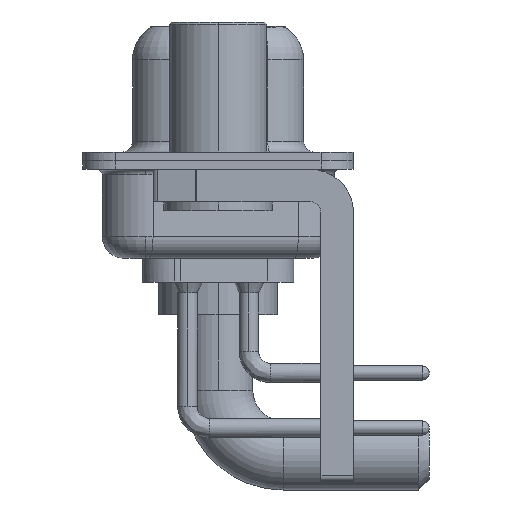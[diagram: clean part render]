
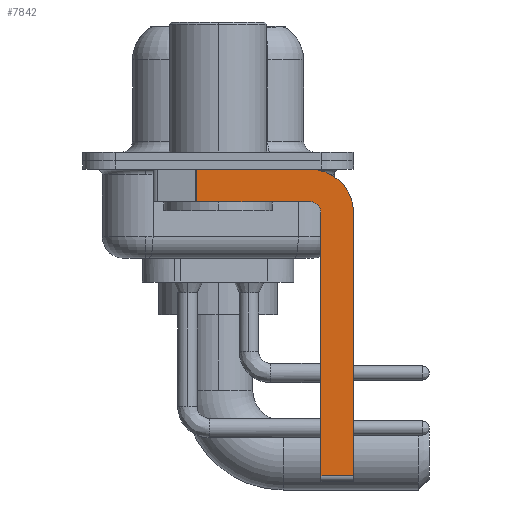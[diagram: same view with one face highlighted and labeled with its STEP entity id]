
A CAD part, left-side view. The second image highlights one B-rep face of the part: STEP entity #7842.
In plain terms, the highlighted planar face has unit normal (-1, 0, 0).
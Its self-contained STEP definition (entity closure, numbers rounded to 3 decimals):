
#802 = AXIS2_PLACEMENT_3D ( 'NONE', #18856, #15285, #13391 ) ;
#1126 = EDGE_CURVE ( 'NONE', #11596, #25108, #3843, .T. ) ;
#1799 = AXIS2_PLACEMENT_3D ( 'NONE', #20722, #23268, #13625 ) ;
#2237 = EDGE_CURVE ( 'NONE', #19899, #6578, #25113, .T. ) ;
#2651 = DIRECTION ( 'NONE',  ( 0., 0., -1. ) ) ;
#2708 = VERTEX_POINT ( 'NONE', #21018 ) ;
#2937 = VECTOR ( 'NONE', #12288, 1000. ) ;
#3140 = LINE ( 'NONE', #10943, #10907 ) ;
#3164 = ORIENTED_EDGE ( 'NONE', *, *, #2237, .T. ) ;
#3843 = CIRCLE ( 'NONE', #1799, 0.5 ) ;
#4498 = CARTESIAN_POINT ( 'NONE',  ( -2.9, -4.75, -14.8 ) ) ;
#4735 = CARTESIAN_POINT ( 'NONE',  ( -2.9, -4.25, -2.4 ) ) ;
#5080 = DIRECTION ( 'NONE',  ( 0., 1., 0. ) ) ;
#5330 = VECTOR ( 'NONE', #24239, 1000. ) ;
#5750 = ORIENTED_EDGE ( 'NONE', *, *, #19635, .F. ) ;
#5763 = ORIENTED_EDGE ( 'NONE', *, *, #10882, .F. ) ;
#5835 = VERTEX_POINT ( 'NONE', #20487 ) ;
#6578 = VERTEX_POINT ( 'NONE', #15748 ) ;
#7015 = EDGE_CURVE ( 'NONE', #25108, #24546, #24666, .T. ) ;
#7651 = ORIENTED_EDGE ( 'NONE', *, *, #12376, .F. ) ;
#7842 = ADVANCED_FACE ( 'NONE', ( #23968 ), #18245, .F. ) ;
#7854 = EDGE_CURVE ( 'NONE', #19899, #11596, #16096, .T. ) ;
#7893 = ORIENTED_EDGE ( 'NONE', *, *, #1126, .F. ) ;
#8000 = VERTEX_POINT ( 'NONE', #24466 ) ;
#8606 = LINE ( 'NONE', #16503, #5330 ) ;
#9648 = CARTESIAN_POINT ( 'NONE',  ( -2.9, -4.25, -1.9 ) ) ;
#9936 = LINE ( 'NONE', #19602, #20200 ) ;
#10815 = VECTOR ( 'NONE', #24983, 1000. ) ;
#10882 = EDGE_CURVE ( 'NONE', #8000, #5835, #20331, .T. ) ;
#10907 = VECTOR ( 'NONE', #13225, 1000. ) ;
#10943 = CARTESIAN_POINT ( 'NONE',  ( -2.9, -6.25, -2.4 ) ) ;
#11079 = AXIS2_PLACEMENT_3D ( 'NONE', #4735, #16597, #24205 ) ;
#11596 = VERTEX_POINT ( 'NONE', #21121 ) ;
#11653 = ORIENTED_EDGE ( 'NONE', *, *, #7854, .F. ) ;
#12288 = DIRECTION ( 'NONE',  ( 0., 0., 1. ) ) ;
#12376 = EDGE_CURVE ( 'NONE', #2708, #8000, #8606, .T. ) ;
#13225 = DIRECTION ( 'NONE',  ( 0., 0., -1. ) ) ;
#13391 = DIRECTION ( 'NONE',  ( 0., 0., -1. ) ) ;
#13625 = DIRECTION ( 'NONE',  ( 0., 0., 1. ) ) ;
#15285 = DIRECTION ( 'NONE',  ( 1., 0., 0. ) ) ;
#15615 = ORIENTED_EDGE ( 'NONE', *, *, #7015, .F. ) ;
#15748 = CARTESIAN_POINT ( 'NONE',  ( -2.9, -6.25, -14.55 ) ) ;
#16096 = LINE ( 'NONE', #4498, #2937 ) ;
#16503 = CARTESIAN_POINT ( 'NONE',  ( -2.9, 3., -0.4 ) ) ;
#16597 = DIRECTION ( 'NONE',  ( 1., 0., 0. ) ) ;
#16985 = EDGE_CURVE ( 'NONE', #2708, #24546, #9936, .T. ) ;
#17250 = CARTESIAN_POINT ( 'NONE',  ( -2.9, -4.25, -14.55 ) ) ;
#18164 = CARTESIAN_POINT ( 'NONE',  ( -2.9, -4.75, -14.55 ) ) ;
#18245 = PLANE ( 'NONE',  #11079 ) ;
#18856 = CARTESIAN_POINT ( 'NONE',  ( -2.9, -4.25, -2.4 ) ) ;
#19602 = CARTESIAN_POINT ( 'NONE',  ( -2.9, 0.978, -1.9 ) ) ;
#19635 = EDGE_CURVE ( 'NONE', #5835, #6578, #3140, .T. ) ;
#19899 = VERTEX_POINT ( 'NONE', #18164 ) ;
#20200 = VECTOR ( 'NONE', #2651, 1000. ) ;
#20331 = CIRCLE ( 'NONE', #802, 2. ) ;
#20487 = CARTESIAN_POINT ( 'NONE',  ( -2.9, -6.25, -2.4 ) ) ;
#20722 = CARTESIAN_POINT ( 'NONE',  ( -2.9, -4.25, -2.4 ) ) ;
#21018 = CARTESIAN_POINT ( 'NONE',  ( -2.9, 0.978, -0.4 ) ) ;
#21121 = CARTESIAN_POINT ( 'NONE',  ( -2.9, -4.75, -2.4 ) ) ;
#22425 = CARTESIAN_POINT ( 'NONE',  ( -2.9, 0.978, -1.9 ) ) ;
#22518 = CARTESIAN_POINT ( 'NONE',  ( -2.9, -4.25, -1.9 ) ) ;
#23223 = ORIENTED_EDGE ( 'NONE', *, *, #16985, .T. ) ;
#23268 = DIRECTION ( 'NONE',  ( -1., 0., 0. ) ) ;
#23419 = EDGE_LOOP ( 'NONE', ( #7651, #23223, #15615, #7893, #11653, #3164, #5750, #5763 ) ) ;
#23968 = FACE_OUTER_BOUND ( 'NONE', #23419, .T. ) ;
#24205 = DIRECTION ( 'NONE',  ( 0., 0., -1. ) ) ;
#24239 = DIRECTION ( 'NONE',  ( 0., -1., 0. ) ) ;
#24466 = CARTESIAN_POINT ( 'NONE',  ( -2.9, -4.25, -0.4 ) ) ;
#24546 = VERTEX_POINT ( 'NONE', #22425 ) ;
#24666 = LINE ( 'NONE', #22518, #24841 ) ;
#24841 = VECTOR ( 'NONE', #5080, 1000. ) ;
#24983 = DIRECTION ( 'NONE',  ( 0., -1., 0. ) ) ;
#25108 = VERTEX_POINT ( 'NONE', #9648 ) ;
#25113 = LINE ( 'NONE', #17250, #10815 ) ;
